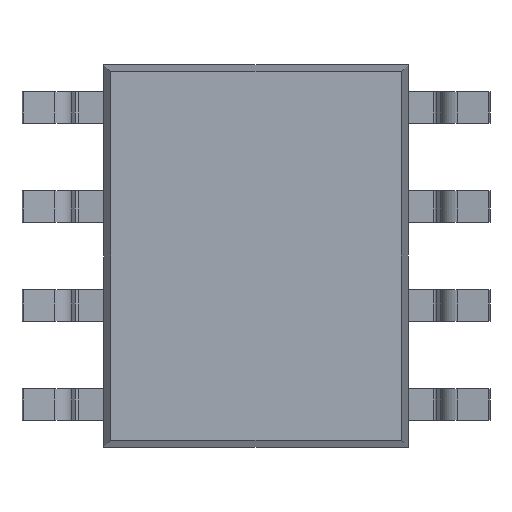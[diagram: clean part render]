
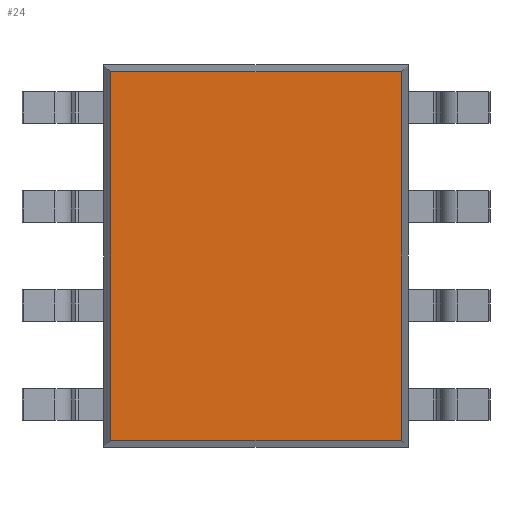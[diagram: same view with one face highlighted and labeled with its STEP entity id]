
A CAD part, front view. The second image highlights one B-rep face of the part: STEP entity #24.
In plain terms, the highlighted planar face has unit normal (0, -1, 0).
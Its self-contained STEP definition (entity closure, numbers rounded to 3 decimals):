
#24 = ADVANCED_FACE ( 'NONE', ( #2174 ), #3433, .T. ) ;
#31 = DIRECTION ( 'NONE',  ( -1., 0., 0. ) ) ;
#202 = EDGE_CURVE ( 'NONE', #4038, #2266, #491, .T. ) ;
#313 = CARTESIAN_POINT ( 'NONE',  ( 0., 0.3, 0. ) ) ;
#483 = ORIENTED_EDGE ( 'NONE', *, *, #2686, .T. ) ;
#491 = LINE ( 'NONE', #3324, #3072 ) ;
#560 = DIRECTION ( 'NONE',  ( 1., 0., 0. ) ) ;
#585 = VERTEX_POINT ( 'NONE', #2293 ) ;
#595 = VECTOR ( 'NONE', #31, 1000. ) ;
#661 = VECTOR ( 'NONE', #560, 1000. ) ;
#848 = CARTESIAN_POINT ( 'NONE',  ( -1.862, 0.3, 2.45 ) ) ;
#1013 = CARTESIAN_POINT ( 'NONE',  ( 1.95, 0.3, 2.362 ) ) ;
#1248 = DIRECTION ( 'NONE',  ( 0., -1., 0. ) ) ;
#1280 = CARTESIAN_POINT ( 'NONE',  ( -1.95, 0.3, -2.362 ) ) ;
#1382 = LINE ( 'NONE', #848, #3617 ) ;
#1456 = EDGE_LOOP ( 'NONE', ( #1940, #1813, #483, #3056 ) ) ;
#1744 = DIRECTION ( 'NONE',  ( 0., 0., 1. ) ) ;
#1813 = ORIENTED_EDGE ( 'NONE', *, *, #202, .T. ) ;
#1940 = ORIENTED_EDGE ( 'NONE', *, *, #2583, .T. ) ;
#2111 = DIRECTION ( 'NONE',  ( 0., 0., -1. ) ) ;
#2174 = FACE_OUTER_BOUND ( 'NONE', #1456, .T. ) ;
#2266 = VERTEX_POINT ( 'NONE', #3887 ) ;
#2290 = LINE ( 'NONE', #1013, #595 ) ;
#2291 = VERTEX_POINT ( 'NONE', #3510 ) ;
#2293 = CARTESIAN_POINT ( 'NONE',  ( -1.862, 0.3, -2.362 ) ) ;
#2519 = LINE ( 'NONE', #1280, #661 ) ;
#2583 = EDGE_CURVE ( 'NONE', #585, #4038, #2519, .T. ) ;
#2686 = EDGE_CURVE ( 'NONE', #2266, #2291, #2290, .T. ) ;
#2785 = EDGE_CURVE ( 'NONE', #2291, #585, #1382, .T. ) ;
#3050 = CARTESIAN_POINT ( 'NONE',  ( 1.862, 0.3, -2.362 ) ) ;
#3056 = ORIENTED_EDGE ( 'NONE', *, *, #2785, .T. ) ;
#3072 = VECTOR ( 'NONE', #1744, 1000. ) ;
#3324 = CARTESIAN_POINT ( 'NONE',  ( 1.862, 0.3, -2.45 ) ) ;
#3433 = PLANE ( 'NONE',  #3791 ) ;
#3510 = CARTESIAN_POINT ( 'NONE',  ( -1.862, 0.3, 2.362 ) ) ;
#3617 = VECTOR ( 'NONE', #2111, 1000. ) ;
#3757 = DIRECTION ( 'NONE',  ( 0., 0., -1. ) ) ;
#3791 = AXIS2_PLACEMENT_3D ( 'NONE', #313, #1248, #3757 ) ;
#3887 = CARTESIAN_POINT ( 'NONE',  ( 1.862, 0.3, 2.362 ) ) ;
#4038 = VERTEX_POINT ( 'NONE', #3050 ) ;
